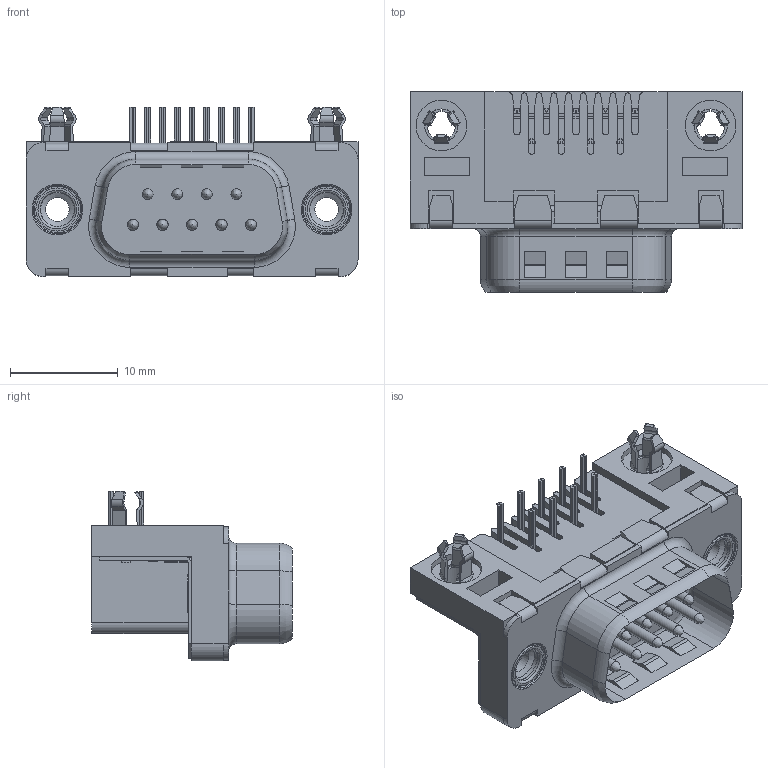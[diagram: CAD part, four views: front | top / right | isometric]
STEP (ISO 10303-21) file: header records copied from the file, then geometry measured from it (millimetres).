
FILE_DESCRIPTION(/* description */ ('STEP AP214'),/* implementation_level */ '2;1');
FILE_NAME(/* name */ 'sD09P33E4GL00LF.stp',/* time_stamp */ '2023-10-09T20:16:14+02:00',/* author */ ('Roman'),/* organization */ (''),/* preprocessor_version */ 'ST-DEVELOPER v19.2',/* originating_system */ 'Autodesk Inventor 2024',/* authorisation */ '');
FILE_SCHEMA (('AUTOMOTIVE_DESIGN { 1 0 10303 214 3 1 1 }'));
Length unit declared in the file: millimetre
Products named in the file (1): sD09P33E4GL00LF
Bounding box: 30.81 x 18.6 x 15.75 mm (x, y, z)
Volume: 2860.2 mm3; surface area: 3553.8 mm2
Topology: 1 solids, 3 shells, 1152 faces, 3138 edges, 2008 vertices
Faces by surface type: plane 721, cylinder 310, torus 86, bspline 31, cone 4
Full cylindrical faces by diameter (mm): 0.8 x4, 0.99 x9, 1.06 x5, 2.18 x2, 3.05 x2, 3.1 x2, 3.15 x2, 3.2 x2, 3.6 x2, 3.76 x2, 4 x4, 4.5 x2, 4.7 x2
Entity records: 39168 total; most frequent: CARTESIAN_POINT 9230, ORIENTED_EDGE 6258, DIRECTION 6206, EDGE_CURVE 3129, LINE 2196, VECTOR 2196, VERTEX_POINT 2008, AXIS2_PLACEMENT_3D 2005
